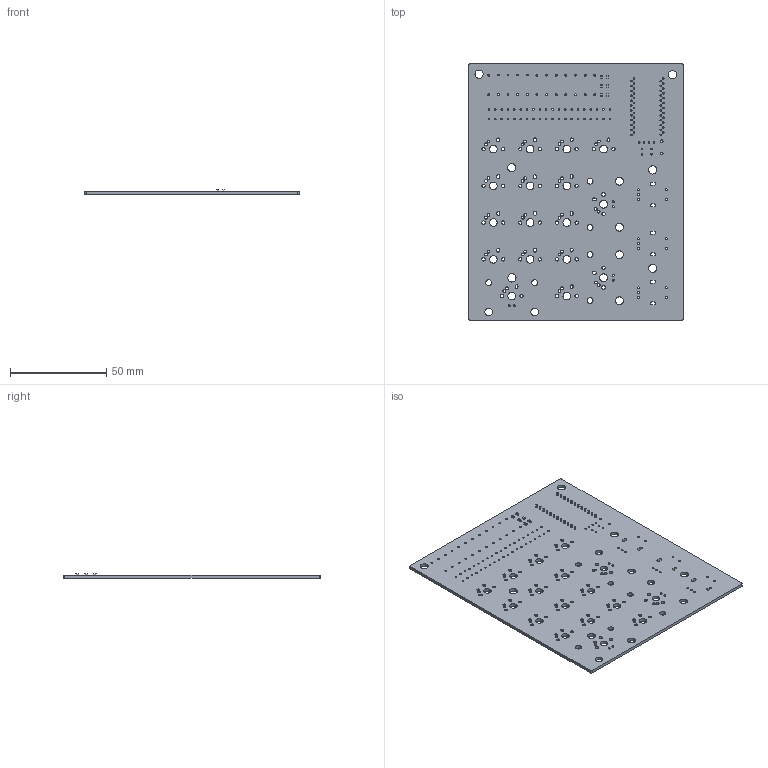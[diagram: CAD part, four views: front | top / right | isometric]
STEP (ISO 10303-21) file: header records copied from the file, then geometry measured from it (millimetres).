
FILE_DESCRIPTION(('KiCad electronic assembly'),'2;1');
FILE_NAME('EGPad.step','2021-11-12T18:11:17',('An Author'),('A Company') ,'Open CASCADE STEP processor 6.9','KiCad to STEP converter','Unknown' );
FILE_SCHEMA(('AUTOMOTIVE_DESIGN { 1 0 10303 214 1 1 1 1 }'));
Length unit declared in the file: millimetre
Products named in the file (4): Open CASCADE STEP translator 6.9 1; C_0603_1608Metric; SOLID; COMPOUND
Assembly tree (8 placements, depth 3):
  Open CASCADE STEP translator 6.9 1
    C_0603_1608Metric  x6
      SOLID
    COMPOUND
Bounding box: 111.12 x 133.35 x 2.45 mm (x, y, z)
Volume: 22578.1 mm3; surface area: 31123.6 mm2
Topology: 7 solids, 7 shells, 514 faces, 1464 edges, 976 vertices
Faces by surface type: cylinder 400, plane 114
Full cylindrical faces by diameter (mm): 0.8 x40, 0.813 x56, 0.991 x24, 1 x15, 1.04 x6, 1.3 x2, 1.47 x34, 1.75 x34, 3.048 x6, 3.988 x23, 4.3 x6
Entity records: 30572 total; most frequent: CARTESIAN_POINT 8507, DIRECTION 4022, ORIENTED_EDGE 2208, PCURVE 2208, DEFINITIONAL_REPRESENTATION 2208, LINE 1884, VECTOR 1884, EDGE_CURVE 1104
